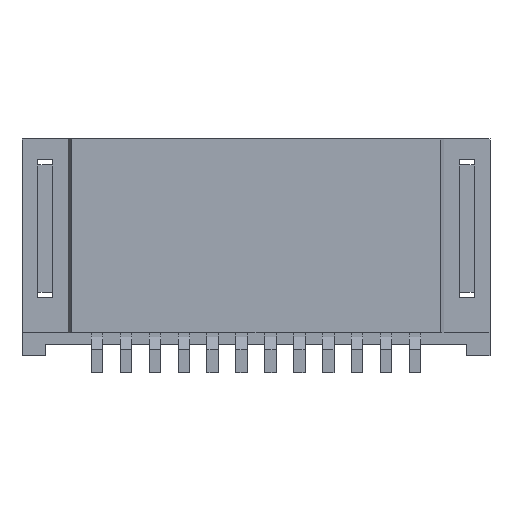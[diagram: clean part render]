
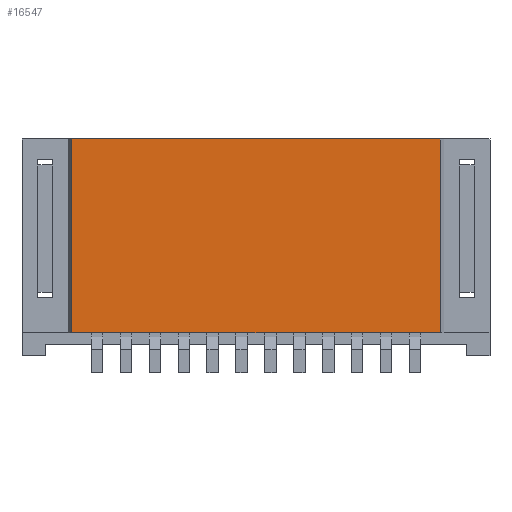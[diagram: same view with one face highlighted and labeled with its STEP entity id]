
A CAD part, front view. The second image highlights one B-rep face of the part: STEP entity #16547.
In plain terms, the highlighted planar face has unit normal (0, -1, 0).
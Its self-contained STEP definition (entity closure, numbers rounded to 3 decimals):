
#5519=DIRECTION('',(1.,0.,0.));
#5520=VECTOR('',#5519,6.385);
#5521=CARTESIAN_POINT('',(-3.192,0.,3.75));
#5522=LINE('',#5521,#5520);
#5551=DIRECTION('',(1.,0.,0.));
#5552=VECTOR('',#5551,6.385);
#5553=CARTESIAN_POINT('',(-3.192,0.,0.4));
#5554=LINE('',#5553,#5552);
#5555=DIRECTION('',(0.,0.,1.));
#5556=VECTOR('',#5555,3.35);
#5557=CARTESIAN_POINT('',(-3.192,0.,0.4));
#5558=LINE('',#5557,#5556);
#5847=DIRECTION('',(0.,0.,1.));
#5848=VECTOR('',#5847,3.35);
#5849=CARTESIAN_POINT('',(3.192,0.,0.4));
#5850=LINE('',#5849,#5848);
#6525=CARTESIAN_POINT('',(-3.192,0.,3.75));
#6526=CARTESIAN_POINT('',(3.192,0.,3.75));
#6527=VERTEX_POINT('',#6525);
#6528=VERTEX_POINT('',#6526);
#6541=CARTESIAN_POINT('',(-3.192,0.,0.4));
#6542=CARTESIAN_POINT('',(3.192,0.,0.4));
#6543=VERTEX_POINT('',#6541);
#6544=VERTEX_POINT('',#6542);
#16534=CARTESIAN_POINT('',(-3.192,0.,0.));
#16535=DIRECTION('',(0.,-1.,0.));
#16536=DIRECTION('',(1.,0.,0.));
#16537=AXIS2_PLACEMENT_3D('',#16534,#16535,#16536);
#16538=PLANE('',#16537);
#16539=ORIENTED_EDGE('',*,*,#8919,.F.);
#16541=ORIENTED_EDGE('',*,*,#16540,.T.);
#16542=ORIENTED_EDGE('',*,*,#16507,.T.);
#16544=ORIENTED_EDGE('',*,*,#16543,.F.);
#16545=EDGE_LOOP('',(#16539,#16541,#16542,#16544));
#16546=FACE_OUTER_BOUND('',#16545,.F.);
#16547=ADVANCED_FACE('',(#16546),#16538,.T.);
#8919=EDGE_CURVE('',#6543,#6544,#5554,.T.);
#16507=EDGE_CURVE('',#6527,#6528,#5522,.T.);
#16540=EDGE_CURVE('',#6543,#6527,#5558,.T.);
#16543=EDGE_CURVE('',#6544,#6528,#5850,.T.);
